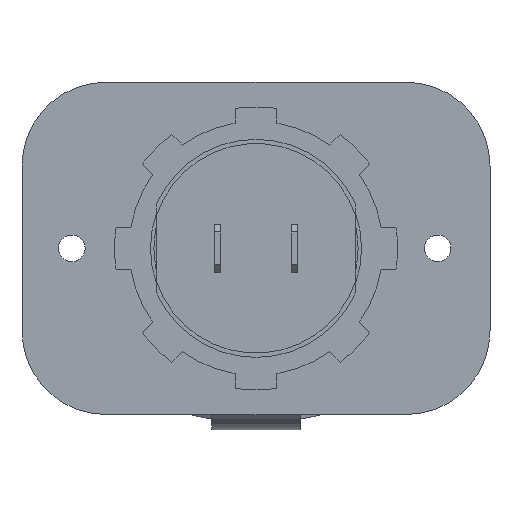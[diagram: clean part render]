
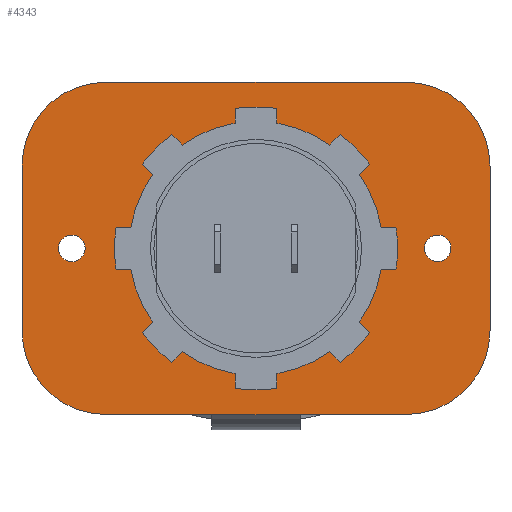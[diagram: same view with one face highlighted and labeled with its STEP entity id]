
A CAD part, front view. The second image highlights one B-rep face of the part: STEP entity #4343.
In plain terms, the highlighted face is planar.
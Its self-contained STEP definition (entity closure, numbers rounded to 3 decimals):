
#93 = DIRECTION ( 'NONE',  ( 1., 0., 0. ) ) ;
#177 = CARTESIAN_POINT ( 'NONE',  ( 22.421, 0., 1.3 ) ) ;
#220 = EDGE_LOOP ( 'NONE', ( #5423, #1995, #4326, #4293, #3644, #554, #2944, #13319 ) ) ;
#347 = CARTESIAN_POINT ( 'NONE',  ( 19.7, 10.8, 1.3 ) ) ;
#507 = CARTESIAN_POINT ( 'NONE',  ( 19.7, -21.8, 1.3 ) ) ;
#533 = LINE ( 'NONE', #10376, #9094 ) ;
#537 = EDGE_CURVE ( 'NONE', #10866, #9630, #8778, .T. ) ;
#554 = ORIENTED_EDGE ( 'NONE', *, *, #14504, .T. ) ;
#679 = VERTEX_POINT ( 'NONE', #3664 ) ;
#938 = AXIS2_PLACEMENT_3D ( 'NONE', #14505, #6732, #12674 ) ;
#978 = CIRCLE ( 'NONE', #13843, 1.75 ) ;
#1185 = DIRECTION ( 'NONE',  ( 0., 0., -1. ) ) ;
#1278 = CARTESIAN_POINT ( 'NONE',  ( 24.171, 0., 1.3 ) ) ;
#1376 = DIRECTION ( 'NONE',  ( 0., 0., 1. ) ) ;
#1655 = VERTEX_POINT ( 'NONE', #10925 ) ;
#1721 = CIRCLE ( 'NONE', #3070, 1.75 ) ;
#1786 = FACE_BOUND ( 'NONE', #7627, .T. ) ;
#1893 = VERTEX_POINT ( 'NONE', #8007 ) ;
#1995 = ORIENTED_EDGE ( 'NONE', *, *, #3444, .T. ) ;
#2017 = ORIENTED_EDGE ( 'NONE', *, *, #9309, .T. ) ;
#2479 = DIRECTION ( 'NONE',  ( 0., 0., 1. ) ) ;
#2499 = DIRECTION ( 'NONE',  ( -1., 0., 0. ) ) ;
#2704 = VERTEX_POINT ( 'NONE', #4646 ) ;
#2944 = ORIENTED_EDGE ( 'NONE', *, *, #3334, .T. ) ;
#3070 = AXIS2_PLACEMENT_3D ( 'NONE', #13908, #5994, #13763 ) ;
#3275 = VERTEX_POINT ( 'NONE', #14373 ) ;
#3334 = EDGE_CURVE ( 'NONE', #10447, #8539, #8116, .T. ) ;
#3363 = VERTEX_POINT ( 'NONE', #12428 ) ;
#3444 = EDGE_CURVE ( 'NONE', #3275, #2704, #11242, .T. ) ;
#3491 = CIRCLE ( 'NONE', #13607, 11. ) ;
#3612 = VECTOR ( 'NONE', #5818, 1000. ) ;
#3644 = ORIENTED_EDGE ( 'NONE', *, *, #5238, .T. ) ;
#3645 = DIRECTION ( 'NONE',  ( -1., 0., 0. ) ) ;
#3664 = CARTESIAN_POINT ( 'NONE',  ( -25.579, 0., 1.3 ) ) ;
#3696 = FACE_OUTER_BOUND ( 'NONE', #220, .T. ) ;
#3734 = DIRECTION ( 'NONE',  ( -1., 0., 0. ) ) ;
#3772 = EDGE_CURVE ( 'NONE', #1655, #1893, #9143, .T. ) ;
#4010 = CARTESIAN_POINT ( 'NONE',  ( 0., 0., 1.3 ) ) ;
#4065 = VECTOR ( 'NONE', #13042, 1000. ) ;
#4089 = AXIS2_PLACEMENT_3D ( 'NONE', #13721, #1376, #10171 ) ;
#4208 = VERTEX_POINT ( 'NONE', #11725 ) ;
#4270 = EDGE_CURVE ( 'NONE', #14496, #3363, #11178, .T. ) ;
#4293 = ORIENTED_EDGE ( 'NONE', *, *, #3772, .T. ) ;
#4326 = ORIENTED_EDGE ( 'NONE', *, *, #9433, .T. ) ;
#4343 = ADVANCED_FACE ( 'NONE', ( #1786, #8414, #3696, #12966 ), #6252, .F. ) ;
#4459 = DIRECTION ( 'NONE',  ( 0., 0., -1. ) ) ;
#4521 = CARTESIAN_POINT ( 'NONE',  ( -23.829, 0., 1.3 ) ) ;
#4646 = CARTESIAN_POINT ( 'NONE',  ( -19.7, 21.8, 1.3 ) ) ;
#4842 = ORIENTED_EDGE ( 'NONE', *, *, #4270, .F. ) ;
#5238 = EDGE_CURVE ( 'NONE', #1893, #10118, #3491, .T. ) ;
#5407 = EDGE_CURVE ( 'NONE', #679, #11721, #1721, .T. ) ;
#5423 = ORIENTED_EDGE ( 'NONE', *, *, #9699, .T. ) ;
#5630 = CARTESIAN_POINT ( 'NONE',  ( 19.7, -10.8, 1.3 ) ) ;
#5633 = CIRCLE ( 'NONE', #8628, 11. ) ;
#5653 = DIRECTION ( 'NONE',  ( 0., 0., 1. ) ) ;
#5818 = DIRECTION ( 'NONE',  ( 1., 0., 0. ) ) ;
#5994 = DIRECTION ( 'NONE',  ( 0., 0., -1. ) ) ;
#6126 = CARTESIAN_POINT ( 'NONE',  ( -19.7, -21.8, 1.3 ) ) ;
#6252 = PLANE ( 'NONE',  #8656 ) ;
#6732 = DIRECTION ( 'NONE',  ( 0., 0., 1. ) ) ;
#6750 = CIRCLE ( 'NONE', #4089, 14.75 ) ;
#7218 = CIRCLE ( 'NONE', #13859, 1.75 ) ;
#7362 = CARTESIAN_POINT ( 'NONE',  ( 30.7, -10.8, 1.3 ) ) ;
#7488 = ORIENTED_EDGE ( 'NONE', *, *, #537, .T. ) ;
#7615 = DIRECTION ( 'NONE',  ( 0., 0., -1. ) ) ;
#7627 = EDGE_LOOP ( 'NONE', ( #7488, #2017 ) ) ;
#7691 = AXIS2_PLACEMENT_3D ( 'NONE', #4010, #10638, #14018 ) ;
#7865 = DIRECTION ( 'NONE',  ( -1., 0., 0. ) ) ;
#8007 = CARTESIAN_POINT ( 'NONE',  ( -30.7, -10.8, 1.3 ) ) ;
#8116 = CIRCLE ( 'NONE', #12014, 11. ) ;
#8173 = CARTESIAN_POINT ( 'NONE',  ( -19.7, 21.8, 1.3 ) ) ;
#8385 = EDGE_CURVE ( 'NONE', #11721, #679, #978, .T. ) ;
#8414 = FACE_BOUND ( 'NONE', #9998, .T. ) ;
#8539 = VERTEX_POINT ( 'NONE', #7362 ) ;
#8546 = CARTESIAN_POINT ( 'NONE',  ( -30.7, 10.8, 1.3 ) ) ;
#8628 = AXIS2_PLACEMENT_3D ( 'NONE', #347, #13737, #3734 ) ;
#8656 = AXIS2_PLACEMENT_3D ( 'NONE', #12021, #7615, #11057 ) ;
#8778 = CIRCLE ( 'NONE', #10365, 1.75 ) ;
#8856 = DIRECTION ( 'NONE',  ( 1., 0., 0. ) ) ;
#8983 = DIRECTION ( 'NONE',  ( -1., 0., 0. ) ) ;
#9046 = CARTESIAN_POINT ( 'NONE',  ( 24.171, 0., 1.3 ) ) ;
#9094 = VECTOR ( 'NONE', #12588, 1000. ) ;
#9143 = LINE ( 'NONE', #8546, #4065 ) ;
#9250 = CARTESIAN_POINT ( 'NONE',  ( -19.7, -21.8, 1.3 ) ) ;
#9309 = EDGE_CURVE ( 'NONE', #9630, #10866, #7218, .T. ) ;
#9433 = EDGE_CURVE ( 'NONE', #2704, #1655, #10052, .T. ) ;
#9560 = CARTESIAN_POINT ( 'NONE',  ( -22.079, 0., 1.3 ) ) ;
#9630 = VERTEX_POINT ( 'NONE', #11439 ) ;
#9699 = EDGE_CURVE ( 'NONE', #4208, #3275, #5633, .T. ) ;
#9998 = EDGE_LOOP ( 'NONE', ( #12085, #12552 ) ) ;
#10052 = CIRCLE ( 'NONE', #938, 11. ) ;
#10118 = VERTEX_POINT ( 'NONE', #6126 ) ;
#10171 = DIRECTION ( 'NONE',  ( 1., 0., 0. ) ) ;
#10177 = DIRECTION ( 'NONE',  ( 0., 0., -1. ) ) ;
#10365 = AXIS2_PLACEMENT_3D ( 'NONE', #1278, #4459, #8983 ) ;
#10376 = CARTESIAN_POINT ( 'NONE',  ( 30.7, 10.8, 1.3 ) ) ;
#10447 = VERTEX_POINT ( 'NONE', #507 ) ;
#10618 = ORIENTED_EDGE ( 'NONE', *, *, #13239, .F. ) ;
#10638 = DIRECTION ( 'NONE',  ( 0., 0., 1. ) ) ;
#10825 = EDGE_LOOP ( 'NONE', ( #10618, #4842 ) ) ;
#10866 = VERTEX_POINT ( 'NONE', #177 ) ;
#10925 = CARTESIAN_POINT ( 'NONE',  ( -30.7, 10.8, 1.3 ) ) ;
#11057 = DIRECTION ( 'NONE',  ( -1., 0., 0. ) ) ;
#11178 = CIRCLE ( 'NONE', #7691, 14.75 ) ;
#11242 = LINE ( 'NONE', #8173, #13873 ) ;
#11439 = CARTESIAN_POINT ( 'NONE',  ( 25.921, 0., 1.3 ) ) ;
#11721 = VERTEX_POINT ( 'NONE', #9560 ) ;
#11725 = CARTESIAN_POINT ( 'NONE',  ( 30.7, 10.8, 1.3 ) ) ;
#12014 = AXIS2_PLACEMENT_3D ( 'NONE', #5630, #2479, #93 ) ;
#12021 = CARTESIAN_POINT ( 'NONE',  ( 19.7, 10.8, 1.3 ) ) ;
#12085 = ORIENTED_EDGE ( 'NONE', *, *, #5407, .T. ) ;
#12202 = CARTESIAN_POINT ( 'NONE',  ( -19.7, -10.8, 1.3 ) ) ;
#12373 = EDGE_CURVE ( 'NONE', #8539, #4208, #533, .T. ) ;
#12428 = CARTESIAN_POINT ( 'NONE',  ( -14.75, 0., 1.3 ) ) ;
#12552 = ORIENTED_EDGE ( 'NONE', *, *, #8385, .T. ) ;
#12588 = DIRECTION ( 'NONE',  ( 0., 1., 0. ) ) ;
#12617 = CARTESIAN_POINT ( 'NONE',  ( 14.75, 0., 1.3 ) ) ;
#12674 = DIRECTION ( 'NONE',  ( 1., 0., 0. ) ) ;
#12966 = FACE_BOUND ( 'NONE', #10825, .T. ) ;
#13042 = DIRECTION ( 'NONE',  ( 0., -1., 0. ) ) ;
#13200 = LINE ( 'NONE', #9250, #3612 ) ;
#13239 = EDGE_CURVE ( 'NONE', #3363, #14496, #6750, .T. ) ;
#13319 = ORIENTED_EDGE ( 'NONE', *, *, #12373, .T. ) ;
#13607 = AXIS2_PLACEMENT_3D ( 'NONE', #12202, #5653, #8856 ) ;
#13721 = CARTESIAN_POINT ( 'NONE',  ( 0., 0., 1.3 ) ) ;
#13737 = DIRECTION ( 'NONE',  ( 0., 0., 1. ) ) ;
#13763 = DIRECTION ( 'NONE',  ( -1., 0., 0. ) ) ;
#13843 = AXIS2_PLACEMENT_3D ( 'NONE', #4521, #1185, #2499 ) ;
#13859 = AXIS2_PLACEMENT_3D ( 'NONE', #9046, #10177, #7865 ) ;
#13873 = VECTOR ( 'NONE', #3645, 1000. ) ;
#13908 = CARTESIAN_POINT ( 'NONE',  ( -23.829, 0., 1.3 ) ) ;
#14018 = DIRECTION ( 'NONE',  ( 1., 0., 0. ) ) ;
#14373 = CARTESIAN_POINT ( 'NONE',  ( 19.7, 21.8, 1.3 ) ) ;
#14496 = VERTEX_POINT ( 'NONE', #12617 ) ;
#14504 = EDGE_CURVE ( 'NONE', #10118, #10447, #13200, .T. ) ;
#14505 = CARTESIAN_POINT ( 'NONE',  ( -19.7, 10.8, 1.3 ) ) ;
